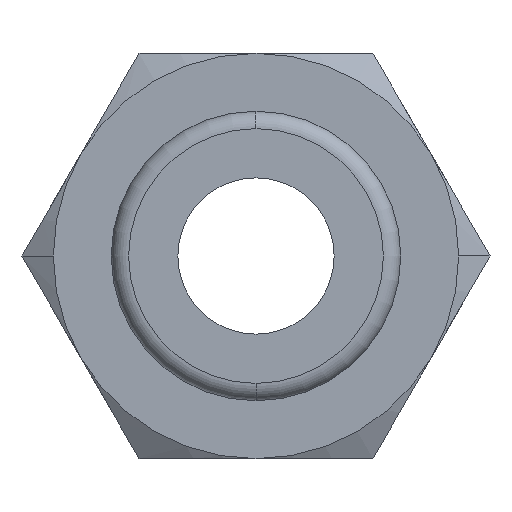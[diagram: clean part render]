
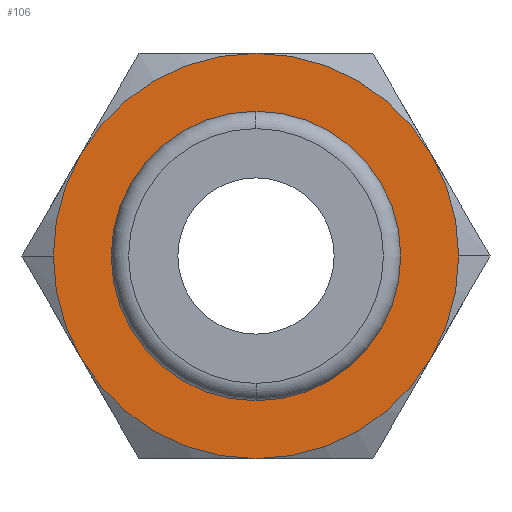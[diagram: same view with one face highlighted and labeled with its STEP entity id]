
A CAD part, front view. The second image highlights one B-rep face of the part: STEP entity #106.
In plain terms, the highlighted planar face has unit normal (0, -1, 0).
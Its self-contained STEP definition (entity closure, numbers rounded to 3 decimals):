
#106=ADVANCED_FACE('',(#233,#234),#235,.T.);
#233=FACE_OUTER_BOUND('',#376,.T.);
#234=FACE_BOUND('',#377,.T.);
#235=PLANE('',#378);
#376=EDGE_LOOP('',(#612,#613,#614,#615,#616,#617,#618,#619));
#377=EDGE_LOOP('',(#620,#621));
#378=AXIS2_PLACEMENT_3D('',#622,#623,#624);
#612=ORIENTED_EDGE('',*,*,#902,.F.);
#613=ORIENTED_EDGE('',*,*,#820,.F.);
#614=ORIENTED_EDGE('',*,*,#870,.F.);
#615=ORIENTED_EDGE('',*,*,#903,.F.);
#616=ORIENTED_EDGE('',*,*,#881,.F.);
#617=ORIENTED_EDGE('',*,*,#904,.F.);
#618=ORIENTED_EDGE('',*,*,#905,.F.);
#619=ORIENTED_EDGE('',*,*,#906,.F.);
#620=ORIENTED_EDGE('',*,*,#907,.F.);
#621=ORIENTED_EDGE('',*,*,#866,.F.);
#622=CARTESIAN_POINT('',(1.75,10.0,0.0));
#623=DIRECTION('',(-0.0,-1.0,-0.0));
#624=DIRECTION('',(-1.0,0.0,0.0));
#820=EDGE_CURVE('',#959,#961,#962,.T.);
#866=EDGE_CURVE('',#1035,#1037,#1038,.T.);
#870=EDGE_CURVE('',#1042,#959,#1044,.T.);
#881=EDGE_CURVE('',#1008,#1054,#1056,.T.);
#902=EDGE_CURVE('',#961,#1087,#1088,.T.);
#903=EDGE_CURVE('',#1054,#1042,#1089,.T.);
#904=EDGE_CURVE('',#1090,#1008,#1091,.T.);
#905=EDGE_CURVE('',#1092,#1090,#1093,.T.);
#906=EDGE_CURVE('',#1087,#1092,#1094,.T.);
#907=EDGE_CURVE('',#1037,#1035,#1095,.T.);
#959=VERTEX_POINT('',#1153);
#961=VERTEX_POINT('',#1166);
#962=CIRCLE('',#1167,3.5);
#1008=VERTEX_POINT('',#1230);
#1035=VERTEX_POINT('',#1317);
#1037=VERTEX_POINT('',#1320);
#1038=CIRCLE('',#1321,2.5);
#1042=VERTEX_POINT('',#1326);
#1044=CIRCLE('',#1339,3.5);
#1054=VERTEX_POINT('',#1362);
#1056=CIRCLE('',#1365,3.5);
#1087=VERTEX_POINT('',#1430);
#1088=CIRCLE('',#1431,3.5);
#1089=CIRCLE('',#1432,3.5);
#1090=VERTEX_POINT('',#1433);
#1091=CIRCLE('',#1434,3.5);
#1092=VERTEX_POINT('',#1435);
#1093=CIRCLE('',#1436,3.5);
#1094=CIRCLE('',#1437,3.5);
#1095=CIRCLE('',#1438,2.5);
#1153=CARTESIAN_POINT('',(0.,10.0,3.5));
#1166=CARTESIAN_POINT('',(3.031,10.0,1.75));
#1167=AXIS2_PLACEMENT_3D('',#1635,#1636,#1637);
#1230=CARTESIAN_POINT('',(-3.031,10.0,-1.75));
#1317=CARTESIAN_POINT('',(2.5,10.0,0.));
#1320=CARTESIAN_POINT('',(-2.5,10.0,0.));
#1321=AXIS2_PLACEMENT_3D('',#1701,#1702,#1703);
#1326=CARTESIAN_POINT('',(-3.031,10.0,1.75));
#1339=AXIS2_PLACEMENT_3D('',#1705,#1706,#1707);
#1362=CARTESIAN_POINT('',(-3.5,10.0,0.));
#1365=AXIS2_PLACEMENT_3D('',#1720,#1721,#1722);
#1430=CARTESIAN_POINT('',(3.5,10.0,0.));
#1431=AXIS2_PLACEMENT_3D('',#1757,#1758,#1759);
#1432=AXIS2_PLACEMENT_3D('',#1760,#1761,#1762);
#1433=CARTESIAN_POINT('',(0.0,10.0,-3.5));
#1434=AXIS2_PLACEMENT_3D('',#1763,#1764,#1765);
#1435=CARTESIAN_POINT('',(3.031,10.0,-1.75));
#1436=AXIS2_PLACEMENT_3D('',#1766,#1767,#1768);
#1437=AXIS2_PLACEMENT_3D('',#1769,#1770,#1771);
#1438=AXIS2_PLACEMENT_3D('',#1772,#1773,#1774);
#1635=CARTESIAN_POINT('',(0.0,10.0,0.0));
#1636=DIRECTION('',(-0.0,1.0,0.0));
#1637=DIRECTION('',(1.0,0.0,0.0));
#1701=CARTESIAN_POINT('',(0.0,10.0,0.0));
#1702=DIRECTION('',(0.0,-1.0,0.0));
#1703=DIRECTION('',(1.0,0.0,0.0));
#1705=CARTESIAN_POINT('',(0.0,10.0,0.0));
#1706=DIRECTION('',(-0.0,1.0,0.0));
#1707=DIRECTION('',(1.0,0.0,0.0));
#1720=CARTESIAN_POINT('',(0.0,10.0,0.0));
#1721=DIRECTION('',(-0.0,1.0,0.0));
#1722=DIRECTION('',(1.0,0.0,0.0));
#1757=CARTESIAN_POINT('',(0.0,10.0,0.0));
#1758=DIRECTION('',(-0.0,1.0,0.0));
#1759=DIRECTION('',(1.0,0.0,0.0));
#1760=CARTESIAN_POINT('',(0.0,10.0,0.0));
#1761=DIRECTION('',(-0.0,1.0,0.0));
#1762=DIRECTION('',(1.0,0.0,0.0));
#1763=CARTESIAN_POINT('',(0.0,10.0,0.0));
#1764=DIRECTION('',(-0.0,1.0,0.0));
#1765=DIRECTION('',(1.0,0.0,0.0));
#1766=CARTESIAN_POINT('',(0.0,10.0,0.0));
#1767=DIRECTION('',(-0.0,1.0,0.0));
#1768=DIRECTION('',(1.0,0.0,0.0));
#1769=CARTESIAN_POINT('',(0.0,10.0,0.0));
#1770=DIRECTION('',(-0.0,1.0,0.0));
#1771=DIRECTION('',(1.0,0.0,0.0));
#1772=CARTESIAN_POINT('',(0.0,10.0,0.0));
#1773=DIRECTION('',(0.0,-1.0,0.0));
#1774=DIRECTION('',(1.0,0.0,0.0));
